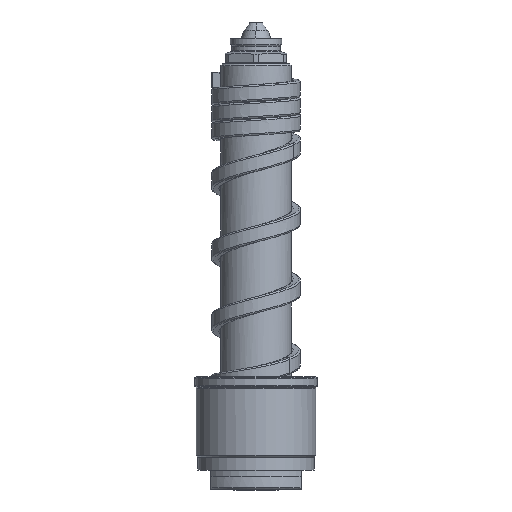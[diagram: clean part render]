
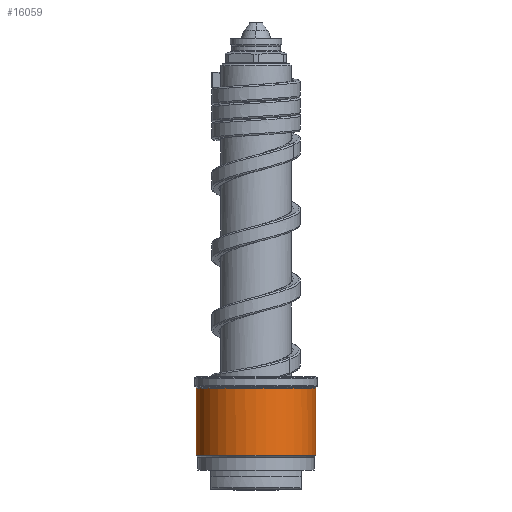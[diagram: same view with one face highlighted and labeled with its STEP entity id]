
A CAD part, front view. The second image highlights one B-rep face of the part: STEP entity #16059.
In plain terms, the highlighted cylindrical face has radius 18.5 mm (diameter 37 mm), a partial arc.
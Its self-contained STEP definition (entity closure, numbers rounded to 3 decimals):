
#4886=DIRECTION('',(0.,0.,1.));
#4887=VECTOR('',#4886,20.834);
#4888=CARTESIAN_POINT('',(18.5,0.,10.583));
#4889=LINE('',#4888,#4887);
#4908=CARTESIAN_POINT('',(0.,0.,10.583));
#4909=DIRECTION('',(0.,0.,1.));
#4910=DIRECTION('',(-1.,0.,0.));
#4911=AXIS2_PLACEMENT_3D('',#4908,#4909,#4910);
#6284=DIRECTION('',(0.,0.,1.));
#6285=VECTOR('',#6284,20.834);
#6286=CARTESIAN_POINT('',(-18.5,0.,10.583));
#6287=LINE('',#6286,#6285);
#6288=CARTESIAN_POINT('',(0.,0.,31.417));
#6289=DIRECTION('',(0.,0.,-1.));
#6290=DIRECTION('',(1.,0.,0.));
#6291=AXIS2_PLACEMENT_3D('',#6288,#6289,#6290);
#6293=CARTESIAN_POINT('',(0.,0.,31.417));
#6294=DIRECTION('',(0.,0.,-1.));
#6295=DIRECTION('',(1.,-0.008,0.));
#6296=AXIS2_PLACEMENT_3D('',#6293,#6294,#6295);
#7017=CARTESIAN_POINT('',(18.499,-0.152,
31.417));
#7018=CARTESIAN_POINT('',(-18.5,0.,31.417));
#7019=VERTEX_POINT('',#7017);
#7020=VERTEX_POINT('',#7018);
#7021=CARTESIAN_POINT('',(18.5,0.,31.417));
#7022=VERTEX_POINT('',#7021);
#7023=CARTESIAN_POINT('',(-18.5,0.,10.583));
#7024=CARTESIAN_POINT('',(18.5,0.,10.583));
#7025=VERTEX_POINT('',#7023);
#7026=VERTEX_POINT('',#7024);
#16045=CARTESIAN_POINT('',(0.,0.,8.75));
#16046=DIRECTION('',(0.,0.,1.));
#16047=DIRECTION('',(-1.,0.,0.));
#16048=AXIS2_PLACEMENT_3D('',#16045,#16046,#16047);
#16049=CYLINDRICAL_SURFACE('',#16048,18.5);
#16050=ORIENTED_EDGE('',*,*,#14265,.F.);
#16051=ORIENTED_EDGE('',*,*,#14246,.T.);
#16053=ORIENTED_EDGE('',*,*,#16052,.F.);
#16055=ORIENTED_EDGE('',*,*,#16054,.F.);
#16056=ORIENTED_EDGE('',*,*,#14240,.F.);
#16057=EDGE_LOOP('',(#16050,#16051,#16053,#16055,#16056));
#16058=FACE_OUTER_BOUND('',#16057,.F.);
#4912=CIRCLE('',#4911,18.5);
#6292=CIRCLE('',#6291,18.5);
#6297=CIRCLE('',#6296,18.5);
#14240=EDGE_CURVE('',#7026,#7022,#4889,.T.);
#14246=EDGE_CURVE('',#7025,#7020,#6287,.T.);
#14265=EDGE_CURVE('',#7025,#7026,#4912,.T.);
#16052=EDGE_CURVE('',#7019,#7020,#6297,.T.);
#16054=EDGE_CURVE('',#7022,#7019,#6292,.T.);
#16059=ADVANCED_FACE('',(#16058),#16049,.T.);
